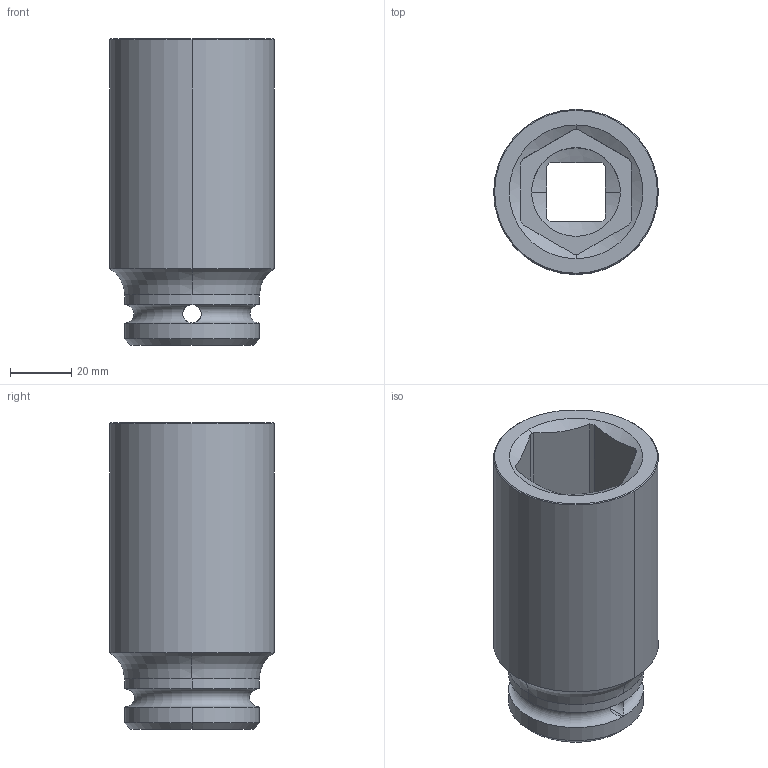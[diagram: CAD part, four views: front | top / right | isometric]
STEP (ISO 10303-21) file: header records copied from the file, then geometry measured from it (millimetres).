
FILE_DESCRIPTION((''),'2;1');
FILE_NAME('4027150336','2023-09-11T13:40:53',('a00565553'),(''),'CREO PARAMETRIC BY PTC INC, 2022414','CREO PARAMETRIC BY PTC INC, 2022414','');
FILE_SCHEMA(('CONFIG_CONTROL_DESIGN','GEOMETRIC_VALIDATION_PROPERTIES_MIM'));
Length unit declared in the file: millimetre
Products named in the file (1): 4027150336
Bounding box: 53.8 x 53.8 x 100 mm (x, y, z)
Volume: 131532.8 mm3; surface area: 29518.2 mm2
Topology: 1 solids, 1 shells, 55 faces, 138 edges, 84 vertices
Faces by surface type: cylinder 22, plane 17, cone 12, torus 4
Entity records: 1929 total; most frequent: CARTESIAN_POINT 488, DIRECTION 284, ORIENTED_EDGE 276, EDGE_CURVE 138, AXIS2_PLACEMENT_3D 115, VERTEX_POINT 84, EDGE_LOOP 60, CIRCLE 60
